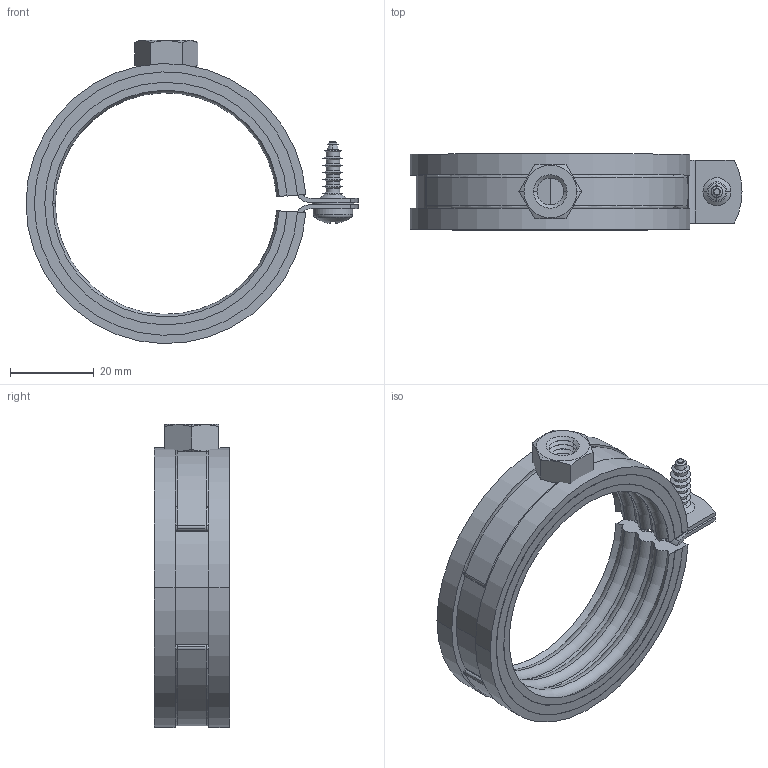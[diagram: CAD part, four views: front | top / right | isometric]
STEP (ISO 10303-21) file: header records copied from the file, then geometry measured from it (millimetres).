
FILE_DESCRIPTION((''),'2;1');
FILE_NAME('41874.stp','2007-07-23T11:55:33',(''),(''),'Mechanical Desktop.R8.0.24.0','Mechanical Desktop.R8.0.24.0',', , ');
FILE_SCHEMA(('CONFIG_CONTROL_DESIGN'));
Length unit declared in the file: millimetre
Products named in the file (14): 41874; SCHELLE15X1; TEIL1; 08-231; ~TEIL1; UVS10; ~~TEIL1; B4,8X16; ~~~TEIL1; STREIFEN; ~~~~TEIL1; MUTTERM8-DIN934; ~~~~~TEIL1; LAYER
Assembly tree (13 placements, depth 3):
  41874
    SCHELLE15X1
      TEIL1
    08-231
      ~TEIL1
    UVS10
      ~~TEIL1
    B4,8X16
      ~~~TEIL1
    STREIFEN
      ~~~~TEIL1
    MUTTERM8-DIN934
      ~~~~~TEIL1
    LAYER
Bounding box: 79.4 x 18.1 x 72.5 mm (x, y, z)
Volume: 19554.3 mm3; surface area: 24027.9 mm2
Topology: 6 solids, 6 shells, 259 faces, 691 edges, 437 vertices
Faces by surface type: cylinder 94, cone 72, plane 53, torus 26, bspline 14
Entity records: 9773 total; most frequent: CARTESIAN_POINT 2989, DIRECTION 1448, ORIENTED_EDGE 1382, EDGE_CURVE 691, AXIS2_PLACEMENT_3D 590, VERTEX_POINT 437, CIRCLE 331, VECTOR 268
